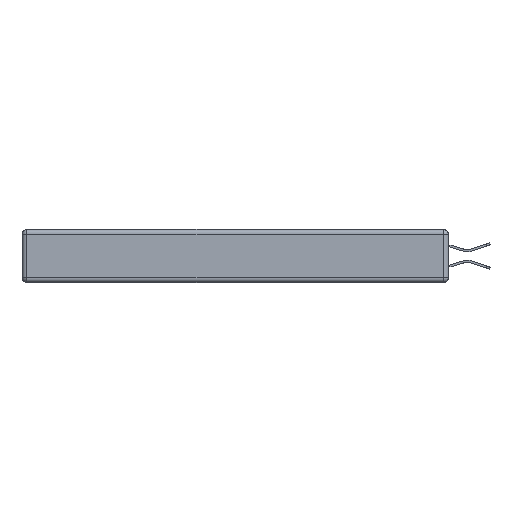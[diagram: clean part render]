
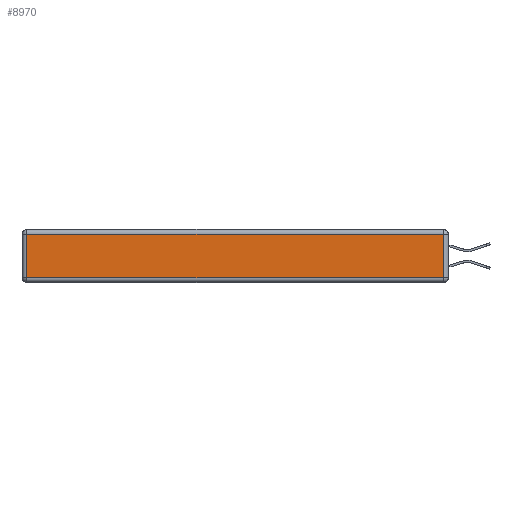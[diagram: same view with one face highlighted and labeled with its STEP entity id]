
A CAD part, left-side view. The second image highlights one B-rep face of the part: STEP entity #8970.
In plain terms, the highlighted planar face has unit normal (-1, 0, 0).
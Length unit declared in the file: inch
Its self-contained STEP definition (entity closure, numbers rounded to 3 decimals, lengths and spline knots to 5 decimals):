
#403 = VECTOR ( 'NONE', #33275, 39.37008 ) ;
#713 = VERTEX_POINT ( 'NONE', #16193 ) ;
#1969 = CARTESIAN_POINT ( 'NONE',  ( 0., 0.03, -0.03 ) ) ;
#3329 = LINE ( 'NONE', #12726, #16673 ) ;
#4102 = EDGE_CURVE ( 'NONE', #20629, #14062, #6921, .T. ) ;
#4479 = ORIENTED_EDGE ( 'NONE', *, *, #26083, .T. ) ;
#4688 = DIRECTION ( 'NONE',  ( 0., 0., 1. ) ) ;
#4915 = DIRECTION ( 'NONE',  ( -1., 0., 0. ) ) ;
#5406 = FACE_OUTER_BOUND ( 'NONE', #14493, .T. ) ;
#6921 = LINE ( 'NONE', #9798, #403 ) ;
#7716 = ORIENTED_EDGE ( 'NONE', *, *, #27872, .T. ) ;
#7900 = VERTEX_POINT ( 'NONE', #32352 ) ;
#8115 = CARTESIAN_POINT ( 'NONE',  ( 0., 0.03, -0.343 ) ) ;
#8337 = DIRECTION ( 'NONE',  ( 0., 0., 1. ) ) ;
#8970 = ADVANCED_FACE ( 'NONE', ( #5406 ), #25682, .T. ) ;
#9324 = CARTESIAN_POINT ( 'NONE',  ( 0., 2.72, -0.343 ) ) ;
#9690 = DIRECTION ( 'NONE',  ( 0., -1., 0. ) ) ;
#9798 = CARTESIAN_POINT ( 'NONE',  ( 0., 2.75, -0.03 ) ) ;
#12726 = CARTESIAN_POINT ( 'NONE',  ( 0., 0., -0.313 ) ) ;
#13097 = LINE ( 'NONE', #9324, #32118 ) ;
#13985 = CARTESIAN_POINT ( 'NONE',  ( 0., 2.72, -0.03 ) ) ;
#14062 = VERTEX_POINT ( 'NONE', #13985 ) ;
#14493 = EDGE_LOOP ( 'NONE', ( #7716, #33173, #20368, #4479 ) ) ;
#14935 = CARTESIAN_POINT ( 'NONE',  ( 0., 0., -0.343 ) ) ;
#15105 = EDGE_CURVE ( 'NONE', #713, #20629, #26833, .T. ) ;
#15836 = AXIS2_PLACEMENT_3D ( 'NONE', #14935, #4915, #4688 ) ;
#16193 = CARTESIAN_POINT ( 'NONE',  ( 0., 0.03, -0.313 ) ) ;
#16673 = VECTOR ( 'NONE', #9690, 39.37008 ) ;
#20368 = ORIENTED_EDGE ( 'NONE', *, *, #4102, .T. ) ;
#20629 = VERTEX_POINT ( 'NONE', #1969 ) ;
#23594 = VECTOR ( 'NONE', #8337, 39.37008 ) ;
#25682 = PLANE ( 'NONE',  #15836 ) ;
#26083 = EDGE_CURVE ( 'NONE', #14062, #7900, #13097, .T. ) ;
#26833 = LINE ( 'NONE', #8115, #23594 ) ;
#27872 = EDGE_CURVE ( 'NONE', #7900, #713, #3329, .T. ) ;
#30913 = DIRECTION ( 'NONE',  ( 0., 0., -1. ) ) ;
#32118 = VECTOR ( 'NONE', #30913, 39.37008 ) ;
#32352 = CARTESIAN_POINT ( 'NONE',  ( 0., 2.72, -0.313 ) ) ;
#33173 = ORIENTED_EDGE ( 'NONE', *, *, #15105, .T. ) ;
#33275 = DIRECTION ( 'NONE',  ( 0., 1., 0. ) ) ;
